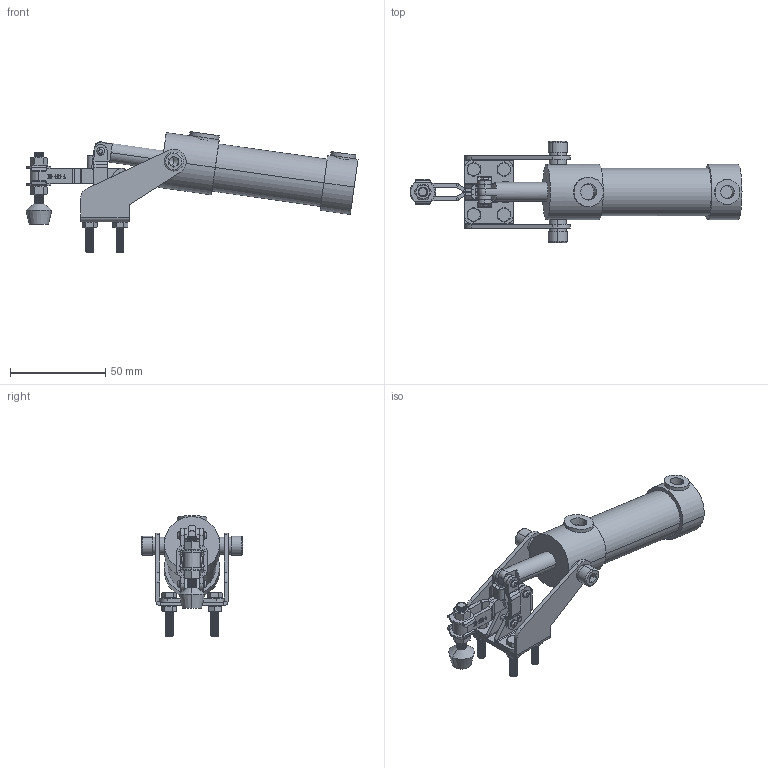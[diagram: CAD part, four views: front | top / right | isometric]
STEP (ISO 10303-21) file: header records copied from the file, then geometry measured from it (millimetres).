
FILE_DESCRIPTION (( 'STEP AP203' ), '1' );
FILE_NAME ('HS-10101-A .STEP', '2019-08-15T11:22:25', ( '微软用户' ), ( '微软中国' ), 'SwSTEP 2.0', 'SolidWorks 2012', '' );
FILE_SCHEMA (( 'CONFIG_CONTROL_DESIGN' ));
Products named in the file (18): HS-10101-A ; hex nuts, style 1-grades ab gb_GB_FASTENER_NUT_SNAB1 M5-N; hexagon head bolts-full thread gb_GB_FASTENER_BOLT_STBAB A M5X30-S; 蝶芛; FW-100; hex nuts, style 1-grades ab gb_GB_FASTENER_NUT_SNAB1 M4-N; hexagon head bolts-full thread gb_GB_FASTENER_BOLT_STBAB A M4X20-S; 階杶; hexagon socket head cap screws gb_GB_FASTENER_SCREWS_HSHCS M6X10-N; 忒參; 蟀裝1; 101-A揤參; 楊擘菁釱; 种3; 活塞杆; 种1; 蚐詰; 菁殤
Assembly tree (30 placements, depth 2):
  HS-10101-A 
    菁殤
    蚐詰
    种1  x2
    活塞杆
    种3  x2
    楊擘菁釱
    101-A揤參
    蟀裝1
    忒參  x2
    hexagon socket head cap screws gb_GB_FASTENER_SCREWS_HSHCS M6X10-N  x2
    階杶  x2
    hexagon head bolts-full thread gb_GB_FASTENER_BOLT_STBAB A M4X20-S  x4
    hex nuts, style 1-grades ab gb_GB_FASTENER_NUT_SNAB1 M4-N  x4
    FW-100  x2
    蝶芛
    hexagon head bolts-full thread gb_GB_FASTENER_BOLT_STBAB A M5X30-S
    hex nuts, style 1-grades ab gb_GB_FASTENER_NUT_SNAB1 M5-N  x2
Bounding box: 174.04 x 53 x 63.3 mm (x, y, z)
Volume: 75676.9 mm3; surface area: 36297.1 mm2
Topology: 31 solids, 31 shells, 2456 faces, 5328 edges, 2980 vertices
Faces by surface type: cone 1050, cylinder 697, plane 570, bspline 115, torus 24
Entity records: 46898 total; most frequent: CARTESIAN_POINT 13218, DIRECTION 6624, ORIENTED_EDGE 6404, EDGE_CURVE 3202, AXIS2_PLACEMENT_3D 2393, VERTEX_POINT 1863, VECTOR 1838, LINE 1838
